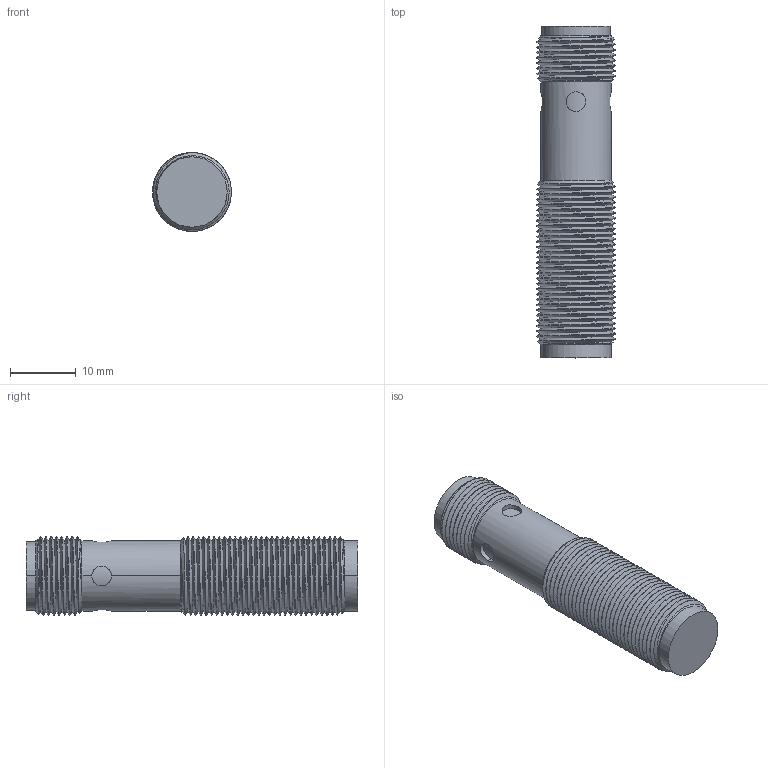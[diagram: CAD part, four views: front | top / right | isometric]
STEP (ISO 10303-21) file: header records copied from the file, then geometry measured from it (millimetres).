
FILE_DESCRIPTION((''),'2;1');
FILE_NAME('ECS1-1204X-XRS4','2017-01-12T',('Administrator'),(''),'PRO/ENGINEER BY PARAMETRIC TECHNOLOGY CORPORATION, 2007170','PRO/ENGINEER BY PARAMETRIC TECHNOLOGY CORPORATION, 2007170','');
FILE_SCHEMA(('CONFIG_CONTROL_DESIGN'));
Length unit declared in the file: millimetre
Products named in the file (1): ECS1-1204X-XRS4
Bounding box: 12 x 50.5 x 12 mm (x, y, z)
Volume: 4402.2 mm3; surface area: 3365.5 mm2
Topology: 1 solids, 1 shells, 148 faces, 395 edges, 249 vertices
Faces by surface type: cylinder 101, bspline 24, cone 8, sphere 8, plane 7
Entity records: 13964 total; most frequent: CARTESIAN_POINT 10732, ORIENTED_EDGE 774, DIRECTION 478, EDGE_CURVE 387, VERTEX_POINT 249, B_SPLINE_CURVE_WITH_KNOTS 208, AXIS2_PLACEMENT_3D 175, EDGE_LOOP 156
